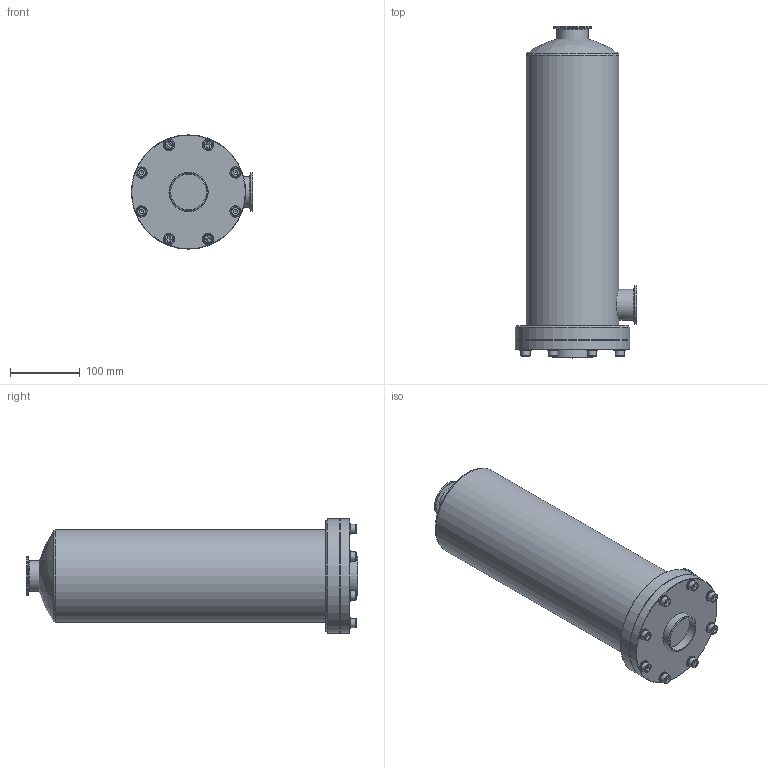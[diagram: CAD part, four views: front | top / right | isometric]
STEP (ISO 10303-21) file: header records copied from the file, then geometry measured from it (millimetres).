
FILE_DESCRIPTION((''),'2;1');
FILE_NAME('PK940026_SW.stp','2008-08-26T11:32:47',('selzer-f'),(''),'Autodesk Inventor 11','Autodesk Inventor 11','');
FILE_SCHEMA(('AUTOMOTIVE_DESIGN { 1 0 10303 214 1 1 1 1 }'));
Length unit declared in the file: millimetre
Products named in the file (1): PK940026_SW
Bounding box: 174 x 476 x 164 mm (x, y, z)
Volume: 6323933 mm3; surface area: 271506.3 mm2
Topology: 1 solids, 2 shells, 216 faces, 486 edges, 300 vertices
Faces by surface type: plane 98, cylinder 66, cone 38, torus 10, sphere 3, bspline 1
Full cylindrical faces by diameter (mm): 6.647 x10, 8 x8, 8.2 x8, 9 x8, 13 x8, 16 x8, 40.5 x2, 41.2 x2, 44.5 x2, 51 x1, 55 x2, 56.2 x1, 129 x1, 133 x1, 137 x1, 164 x2
Entity records: 5386 total; most frequent: CARTESIAN_POINT 1293, DIRECTION 876, ORIENTED_EDGE 642, EDGE_LOOP 393, AXIS2_PLACEMENT_3D 390, EDGE_CURVE 321, VERTEX_POINT 248, FACE_OUTER_BOUND 216
